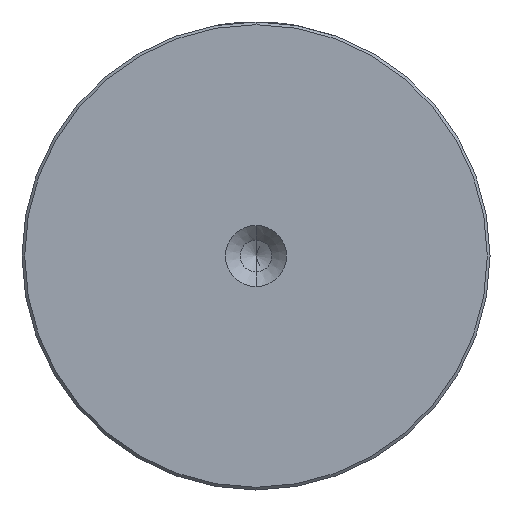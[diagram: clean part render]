
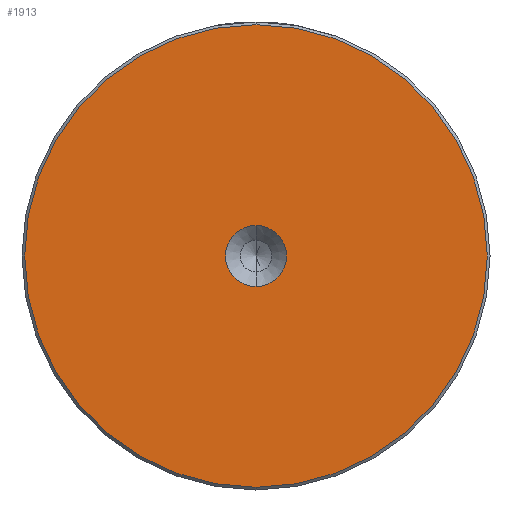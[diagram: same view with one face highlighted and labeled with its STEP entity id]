
A CAD part, left-side view. The second image highlights one B-rep face of the part: STEP entity #1913.
In plain terms, the highlighted planar face has unit normal (-1, 0, 0).
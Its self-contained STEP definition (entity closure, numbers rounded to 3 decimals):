
#174 = ORIENTED_EDGE ( 'NONE', *, *, #2199, .F. ) ;
#178 = CARTESIAN_POINT ( 'NONE',  ( 0., 0., 0. ) ) ;
#201 = AXIS2_PLACEMENT_3D ( 'NONE', #1056, #1052, #1045 ) ;
#224 = CIRCLE ( 'NONE', #2172, 5.6 ) ;
#241 = DIRECTION ( 'NONE',  ( -1., 0., 0. ) ) ;
#360 = CARTESIAN_POINT ( 'NONE',  ( 0., 0., 0. ) ) ;
#365 = CARTESIAN_POINT ( 'NONE',  ( 0., 0., -42.5 ) ) ;
#387 = DIRECTION ( 'NONE',  ( 0., 0., 1. ) ) ;
#606 = AXIS2_PLACEMENT_3D ( 'NONE', #178, #1552, #387 ) ;
#607 = CIRCLE ( 'NONE', #2559, 42.5 ) ;
#611 = VERTEX_POINT ( 'NONE', #646 ) ;
#636 = VERTEX_POINT ( 'NONE', #829 ) ;
#646 = CARTESIAN_POINT ( 'NONE',  ( 0., 0., 42.5 ) ) ;
#752 = PLANE ( 'NONE',  #1066 ) ;
#768 = EDGE_CURVE ( 'NONE', #636, #1288, #907, .T. ) ;
#782 = DIRECTION ( 'NONE',  ( -1., 0., 0. ) ) ;
#829 = CARTESIAN_POINT ( 'NONE',  ( 0., 0., -5.6 ) ) ;
#903 = EDGE_LOOP ( 'NONE', ( #174, #1716 ) ) ;
#907 = CIRCLE ( 'NONE', #201, 5.6 ) ;
#952 = DIRECTION ( 'NONE',  ( -1., 0., 0. ) ) ;
#1020 = DIRECTION ( 'NONE',  ( 0., 0., 1. ) ) ;
#1021 = EDGE_CURVE ( 'NONE', #2295, #611, #607, .T. ) ;
#1045 = DIRECTION ( 'NONE',  ( 0., 0., 1. ) ) ;
#1052 = DIRECTION ( 'NONE',  ( -1., 0., 0. ) ) ;
#1056 = CARTESIAN_POINT ( 'NONE',  ( 0., 0., 0. ) ) ;
#1066 = AXIS2_PLACEMENT_3D ( 'NONE', #360, #952, #2317 ) ;
#1201 = CIRCLE ( 'NONE', #606, 42.5 ) ;
#1288 = VERTEX_POINT ( 'NONE', #1646 ) ;
#1366 = FACE_OUTER_BOUND ( 'NONE', #1866, .T. ) ;
#1552 = DIRECTION ( 'NONE',  ( -1., 0., 0. ) ) ;
#1594 = CARTESIAN_POINT ( 'NONE',  ( 0., 0., 0. ) ) ;
#1646 = CARTESIAN_POINT ( 'NONE',  ( 0., 0., 5.6 ) ) ;
#1648 = ORIENTED_EDGE ( 'NONE', *, *, #1667, .T. ) ;
#1667 = EDGE_CURVE ( 'NONE', #611, #2295, #1201, .T. ) ;
#1716 = ORIENTED_EDGE ( 'NONE', *, *, #768, .F. ) ;
#1796 = ORIENTED_EDGE ( 'NONE', *, *, #1021, .T. ) ;
#1866 = EDGE_LOOP ( 'NONE', ( #1796, #1648 ) ) ;
#1913 = ADVANCED_FACE ( 'NONE', ( #1366, #2274 ), #752, .T. ) ;
#1949 = CARTESIAN_POINT ( 'NONE',  ( 0., 0., 0. ) ) ;
#2152 = DIRECTION ( 'NONE',  ( 0., 0., 1. ) ) ;
#2172 = AXIS2_PLACEMENT_3D ( 'NONE', #1949, #782, #2152 ) ;
#2199 = EDGE_CURVE ( 'NONE', #1288, #636, #224, .T. ) ;
#2274 = FACE_BOUND ( 'NONE', #903, .T. ) ;
#2295 = VERTEX_POINT ( 'NONE', #365 ) ;
#2317 = DIRECTION ( 'NONE',  ( 0., 0., 1. ) ) ;
#2559 = AXIS2_PLACEMENT_3D ( 'NONE', #1594, #241, #1020 ) ;
